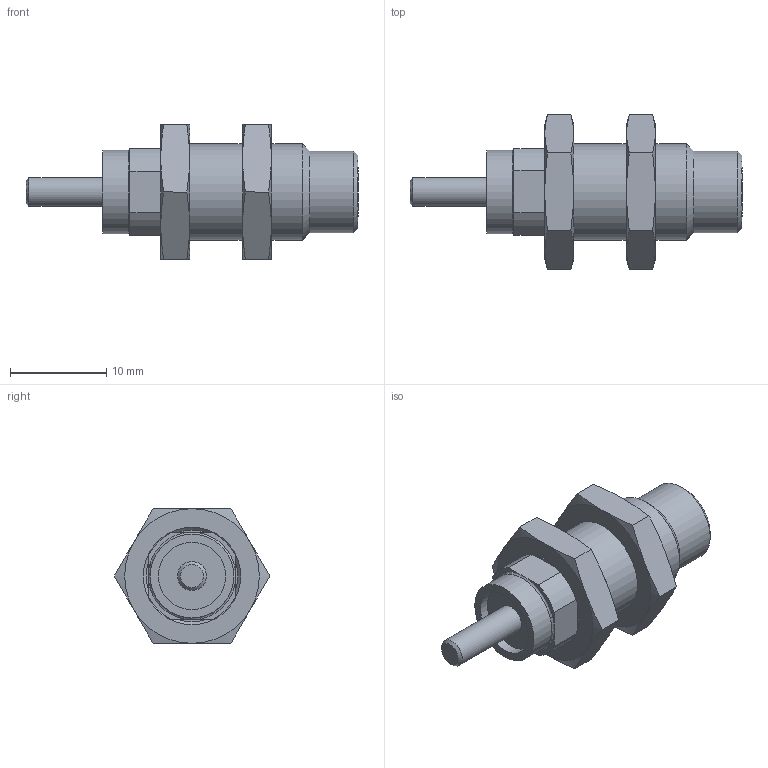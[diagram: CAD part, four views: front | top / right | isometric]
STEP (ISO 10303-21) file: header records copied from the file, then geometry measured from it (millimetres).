
FILE_DESCRIPTION((''),'2;1');
FILE_NAME('TS006.010.GS.L.stp','2015-06-15T08:42:12',('carlo.corazza'),(''),'Autodesk Inventor 2013','Autodesk Inventor 2013','');
FILE_SCHEMA(('AUTOMOTIVE_DESIGN { 1 0 10303 214 1 1 1 1 }'));
Length unit declared in the file: millimetre
Products named in the file (1): TS006.010.GS.L
Bounding box: 34.5 x 16.17 x 14 mm (x, y, z)
Volume: 2398.2 mm3; surface area: 1546.2 mm2
Topology: 1 solids, 1 shells, 77 faces, 178 edges, 110 vertices
Faces by surface type: plane 33, cone 32, cylinder 11, torus 1
Full cylindrical faces by diameter (mm): 3 x1, 4.134 x1, 7 x1, 8.5 x1, 8.7 x1, 10 x2
Entity records: 2229 total; most frequent: CARTESIAN_POINT 658, ORIENTED_EDGE 312, DIRECTION 304, EDGE_CURVE 156, AXIS2_PLACEMENT_3D 136, VERTEX_POINT 104, EDGE_LOOP 100, FACE_OUTER_BOUND 77
